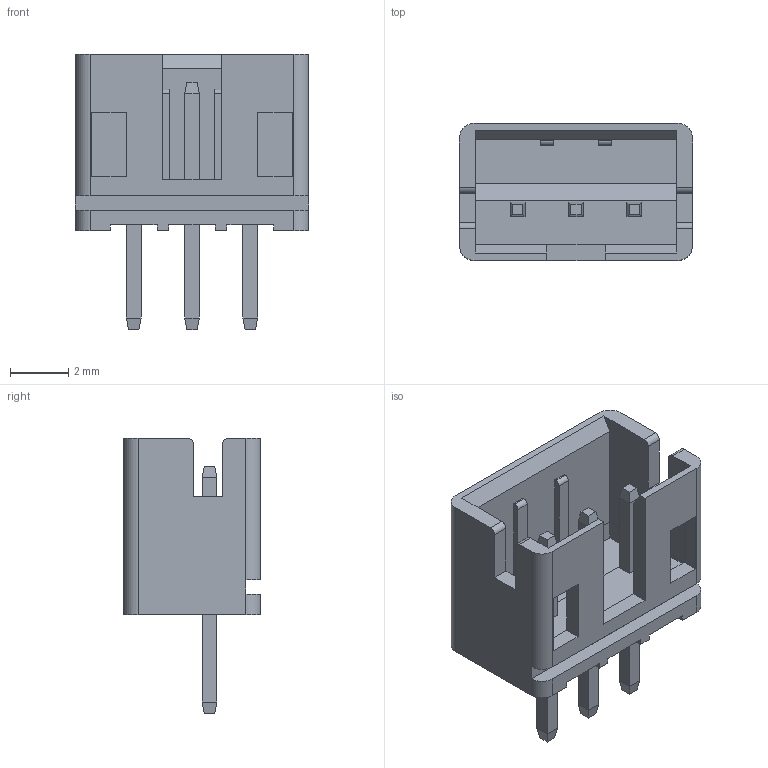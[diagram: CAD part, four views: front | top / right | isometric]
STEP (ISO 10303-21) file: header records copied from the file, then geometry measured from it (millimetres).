
FILE_DESCRIPTION(('FreeCAD Model'),'2;1');
FILE_NAME( '440054-3.step', '2020-05-07T13:52:49',('Author'),(''), 'Open CASCADE STEP processor 6.8','FreeCAD','Unknown');
FILE_SCHEMA(('AUTOMOTIVE_DESIGN { 1 0 10303 214 1 1 1 1 }'));
Length unit declared in the file: millimetre
Products named in the file (2): LinearPattern002; Array
Bounding box: 8 x 4.7 x 9.45 mm (x, y, z)
Volume: 99.5 mm3; surface area: 374.1 mm2
Topology: 4 solids, 4 shells, 143 faces, 369 edges, 232 vertices
Faces by surface type: plane 131, cylinder 12
Entity records: 4305 total; most frequent: CARTESIAN_POINT 745, ORIENTED_EDGE 738, DIRECTION 681, EDGE_CURVE 369, LINE 345, VECTOR 345, VERTEX_POINT 232, AXIS2_PLACEMENT_3D 168
